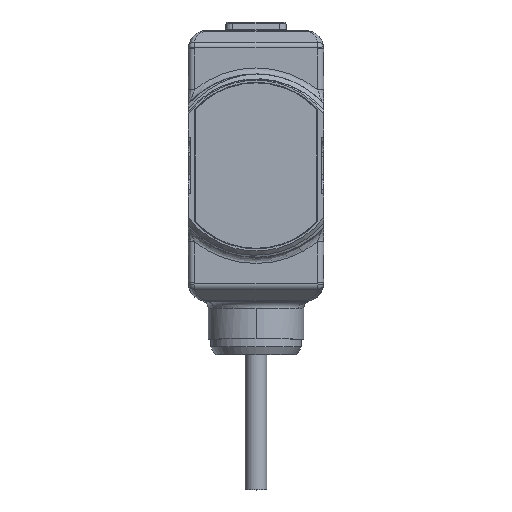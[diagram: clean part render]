
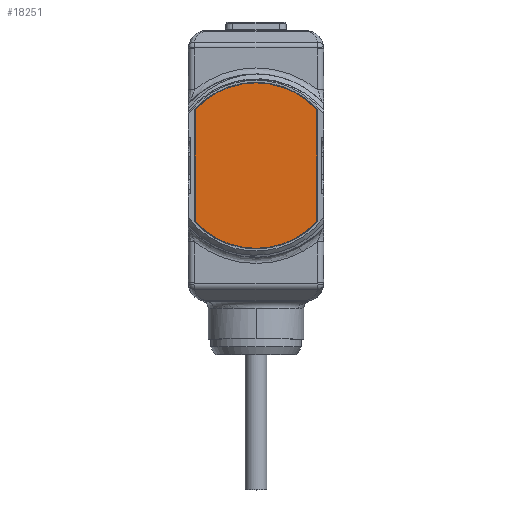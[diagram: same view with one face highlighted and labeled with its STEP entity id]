
A CAD part, top view. The second image highlights one B-rep face of the part: STEP entity #18251.
In plain terms, the highlighted planar face has unit normal (0, 0, 1).
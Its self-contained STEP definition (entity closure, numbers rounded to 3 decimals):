
#8179=CARTESIAN_POINT('',(0.,22.,3.5));
#8180=DIRECTION('',(0.,0.,1.));
#8181=DIRECTION('',(0.736,0.677,0.));
#8182=AXIS2_PLACEMENT_3D('',#8179,#8180,#8181);
#8184=DIRECTION('',(0.,1.,0.));
#8185=VECTOR('',#8184,18.209);
#8186=CARTESIAN_POINT('',(9.9,12.895,3.5));
#8187=LINE('',#8186,#8185);
#8188=CARTESIAN_POINT('',(0.,22.,3.5));
#8189=DIRECTION('',(0.,0.,1.));
#8190=DIRECTION('',(-0.736,-0.677,0.));
#8191=AXIS2_PLACEMENT_3D('',#8188,#8189,#8190);
#8193=DIRECTION('',(0.,-1.,0.));
#8194=VECTOR('',#8193,18.209);
#8195=CARTESIAN_POINT('',(-9.9,31.105,3.5));
#8196=LINE('',#8195,#8194);
#8991=CARTESIAN_POINT('',(9.9,31.105,3.5));
#8992=CARTESIAN_POINT('',(-9.9,31.105,3.5));
#8993=VERTEX_POINT('',#8991);
#8994=VERTEX_POINT('',#8992);
#8995=CARTESIAN_POINT('',(-9.9,12.895,3.5));
#8996=VERTEX_POINT('',#8995);
#8997=CARTESIAN_POINT('',(9.9,12.895,3.5));
#8998=VERTEX_POINT('',#8997);
#18239=CARTESIAN_POINT('',(0.,22.,3.5));
#18240=DIRECTION('',(0.,0.,1.));
#18241=DIRECTION('',(0.,-1.,0.));
#18242=AXIS2_PLACEMENT_3D('',#18239,#18240,#18241);
#18243=PLANE('',#18242);
#18244=ORIENTED_EDGE('',*,*,#18043,.F.);
#18245=ORIENTED_EDGE('',*,*,#18081,.F.);
#18247=ORIENTED_EDGE('',*,*,#18246,.F.);
#18248=ORIENTED_EDGE('',*,*,#18204,.F.);
#18249=EDGE_LOOP('',(#18244,#18245,#18247,#18248));
#18250=FACE_OUTER_BOUND('',#18249,.F.);
#18251=ADVANCED_FACE('',(#18250),#18243,.T.);
#8183=CIRCLE('',#8182,13.45);
#8192=CIRCLE('',#8191,13.45);
#18043=EDGE_CURVE('',#8993,#8994,#8183,.T.);
#18081=EDGE_CURVE('',#8998,#8993,#8187,.T.);
#18204=EDGE_CURVE('',#8994,#8996,#8196,.T.);
#18246=EDGE_CURVE('',#8996,#8998,#8192,.T.);
